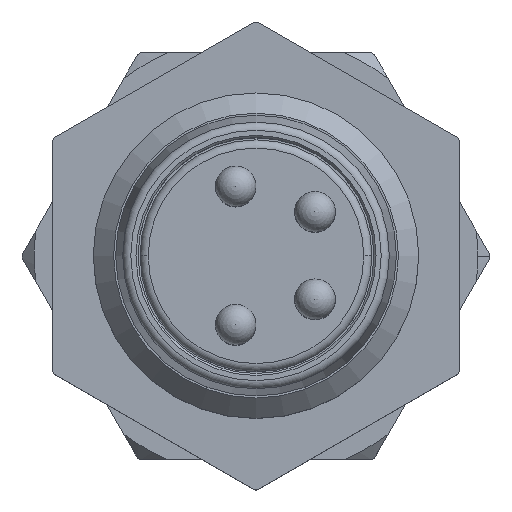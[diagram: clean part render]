
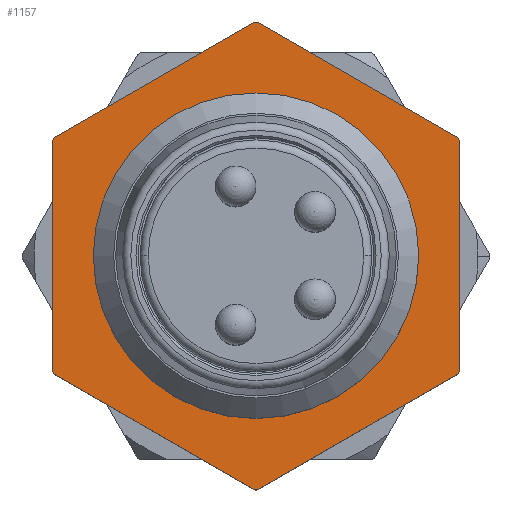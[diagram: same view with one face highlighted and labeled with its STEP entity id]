
A CAD part, top view. The second image highlights one B-rep face of the part: STEP entity #1157.
In plain terms, the highlighted planar face has unit normal (0, 0, 1).
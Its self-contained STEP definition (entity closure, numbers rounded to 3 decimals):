
#930=LINE('',#4215,#1021);
#931=LINE('',#4219,#1022);
#932=LINE('',#4223,#1023);
#933=LINE('',#4227,#1024);
#934=LINE('',#4231,#1025);
#935=LINE('',#4235,#1026);
#1021=VECTOR('',#3441,1.);
#1022=VECTOR('',#3444,1.);
#1023=VECTOR('',#3447,1.);
#1024=VECTOR('',#3450,1.);
#1025=VECTOR('',#3453,1.);
#1026=VECTOR('',#3456,1.);
#1113=PLANE('',#3084);
#1157=ADVANCED_FACE('',(#1388,#1389),#1113,.F.);
#1388=FACE_BOUND('',#1520,.T.);
#1389=FACE_BOUND('',#1521,.T.);
#1520=EDGE_LOOP('',(#1743));
#1521=EDGE_LOOP('',(#1744,#1745,#1746,#1747,#1748,#1749,#1750,#1751,#1752,
#1753,#1754,#1755));
#1743=ORIENTED_EDGE('',*,*,#2578,.T.);
#1744=ORIENTED_EDGE('',*,*,#2579,.F.);
#1745=ORIENTED_EDGE('',*,*,#2580,.T.);
#1746=ORIENTED_EDGE('',*,*,#2581,.F.);
#1747=ORIENTED_EDGE('',*,*,#2582,.T.);
#1748=ORIENTED_EDGE('',*,*,#2583,.F.);
#1749=ORIENTED_EDGE('',*,*,#2584,.T.);
#1750=ORIENTED_EDGE('',*,*,#2585,.F.);
#1751=ORIENTED_EDGE('',*,*,#2586,.F.);
#1752=ORIENTED_EDGE('',*,*,#2587,.F.);
#1753=ORIENTED_EDGE('',*,*,#2588,.F.);
#1754=ORIENTED_EDGE('',*,*,#2589,.F.);
#1755=ORIENTED_EDGE('',*,*,#2590,.F.);
#2359=VERTEX_POINT('',#4211);
#2360=VERTEX_POINT('',#4213);
#2361=VERTEX_POINT('',#4214);
#2362=VERTEX_POINT('',#4216);
#2363=VERTEX_POINT('',#4218);
#2364=VERTEX_POINT('',#4220);
#2365=VERTEX_POINT('',#4222);
#2366=VERTEX_POINT('',#4224);
#2367=VERTEX_POINT('',#4226);
#2368=VERTEX_POINT('',#4228);
#2369=VERTEX_POINT('',#4230);
#2370=VERTEX_POINT('',#4232);
#2371=VERTEX_POINT('',#4234);
#2578=EDGE_CURVE('',#2359,#2359,#2886,.T.);
#2579=EDGE_CURVE('',#2360,#2361,#2887,.T.);
#2580=EDGE_CURVE('',#2360,#2362,#930,.T.);
#2581=EDGE_CURVE('',#2363,#2362,#2888,.T.);
#2582=EDGE_CURVE('',#2363,#2364,#931,.T.);
#2583=EDGE_CURVE('',#2365,#2364,#2889,.T.);
#2584=EDGE_CURVE('',#2365,#2366,#932,.T.);
#2585=EDGE_CURVE('',#2367,#2366,#2890,.T.);
#2586=EDGE_CURVE('',#2368,#2367,#933,.T.);
#2587=EDGE_CURVE('',#2369,#2368,#2891,.T.);
#2588=EDGE_CURVE('',#2370,#2369,#934,.T.);
#2589=EDGE_CURVE('',#2371,#2370,#2892,.T.);
#2590=EDGE_CURVE('',#2361,#2371,#935,.T.);
#2886=CIRCLE('',#3077,3.4);
#2887=CIRCLE('',#3078,5.75);
#2888=CIRCLE('',#3079,5.75);
#2889=CIRCLE('',#3080,5.75);
#2890=CIRCLE('',#3081,5.75);
#2891=CIRCLE('',#3082,5.75);
#2892=CIRCLE('',#3083,5.75);
#3077=AXIS2_PLACEMENT_3D('',#4210,#3437,#3438);
#3078=AXIS2_PLACEMENT_3D('',#4212,#3439,#3440);
#3079=AXIS2_PLACEMENT_3D('',#4217,#3442,#3443);
#3080=AXIS2_PLACEMENT_3D('',#4221,#3445,#3446);
#3081=AXIS2_PLACEMENT_3D('',#4225,#3448,#3449);
#3082=AXIS2_PLACEMENT_3D('',#4229,#3451,#3452);
#3083=AXIS2_PLACEMENT_3D('',#4233,#3454,#3455);
#3084=AXIS2_PLACEMENT_3D('',#4236,#3457,#3458);
#3437=DIRECTION('',(0.,0.,-1.));
#3438=DIRECTION('',(-1.,0.,0.));
#3439=DIRECTION('',(0.,0.,-1.));
#3440=DIRECTION('',(-1.,0.,0.));
#3441=DIRECTION('',(-0.866,-0.5,0.));
#3442=DIRECTION('',(0.,0.,-1.));
#3443=DIRECTION('',(-1.,0.,0.));
#3444=DIRECTION('',(0.,-1.,0.));
#3445=DIRECTION('',(0.,0.,-1.));
#3446=DIRECTION('',(-1.,0.,0.));
#3447=DIRECTION('',(0.866,-0.5,0.));
#3448=DIRECTION('',(0.,0.,-1.));
#3449=DIRECTION('',(-1.,0.,0.));
#3450=DIRECTION('',(-0.866,-0.5,0.));
#3451=DIRECTION('',(0.,0.,-1.));
#3452=DIRECTION('',(-1.,0.,0.));
#3453=DIRECTION('',(0.,-1.,0.));
#3454=DIRECTION('',(0.,0.,-1.));
#3455=DIRECTION('',(-1.,0.,0.));
#3456=DIRECTION('',(0.866,-0.5,0.));
#3457=DIRECTION('',(0.,0.,-1.));
#3458=DIRECTION('',(-1.,0.,0.));
#4210=CARTESIAN_POINT('',(-230.,10.,0.));
#4211=CARTESIAN_POINT('',(-233.4,10.,0.));
#4212=CARTESIAN_POINT('',(-230.,10.,0.));
#4213=CARTESIAN_POINT('',(-230.041,15.75,0.));
#4214=CARTESIAN_POINT('',(-229.959,15.75,0.));
#4215=CARTESIAN_POINT('',(-232.5,14.33,0.));
#4216=CARTESIAN_POINT('',(-234.959,12.91,0.));
#4217=CARTESIAN_POINT('',(-230.,10.,0.));
#4218=CARTESIAN_POINT('',(-235.,12.839,0.));
#4219=CARTESIAN_POINT('',(-235.,10.,0.));
#4220=CARTESIAN_POINT('',(-235.,7.161,0.));
#4221=CARTESIAN_POINT('',(-230.,10.,0.));
#4222=CARTESIAN_POINT('',(-234.959,7.09,0.));
#4223=CARTESIAN_POINT('',(-232.5,5.67,0.));
#4224=CARTESIAN_POINT('',(-230.041,4.25,0.));
#4225=CARTESIAN_POINT('',(-230.,10.,0.));
#4226=CARTESIAN_POINT('',(-229.959,4.25,0.));
#4227=CARTESIAN_POINT('',(-227.5,5.67,0.));
#4228=CARTESIAN_POINT('',(-225.041,7.09,0.));
#4229=CARTESIAN_POINT('',(-230.,10.,0.));
#4230=CARTESIAN_POINT('',(-225.,7.161,0.));
#4231=CARTESIAN_POINT('',(-225.,10.,0.));
#4232=CARTESIAN_POINT('',(-225.,12.839,0.));
#4233=CARTESIAN_POINT('',(-230.,10.,0.));
#4234=CARTESIAN_POINT('',(-225.041,12.91,0.));
#4235=CARTESIAN_POINT('',(-227.5,14.33,0.));
#4236=CARTESIAN_POINT('',(-230.,10.,0.));
